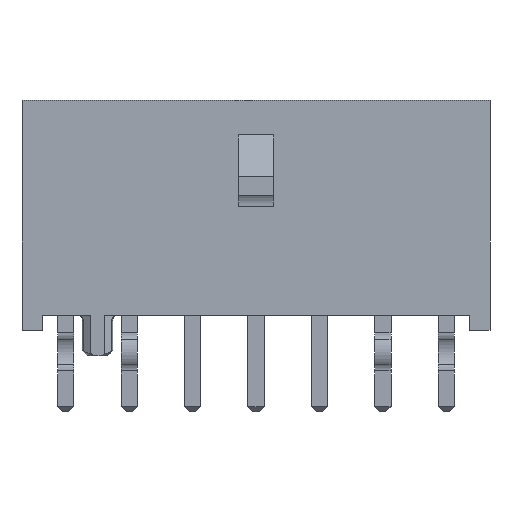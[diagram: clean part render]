
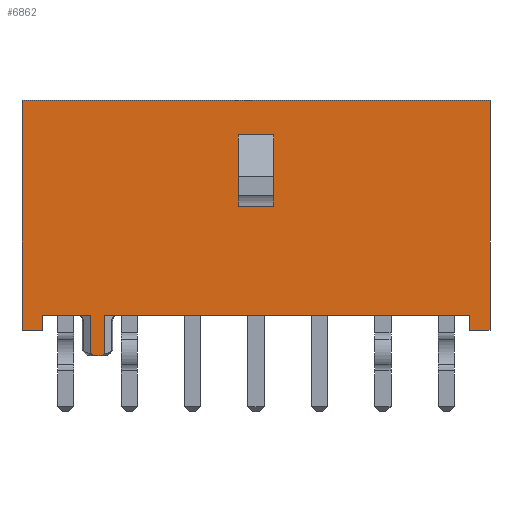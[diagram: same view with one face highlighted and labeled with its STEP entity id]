
A CAD part, front view. The second image highlights one B-rep face of the part: STEP entity #6862.
In plain terms, the highlighted face is planar.
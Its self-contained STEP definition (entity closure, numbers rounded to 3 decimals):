
#55=B_SPLINE_CURVE_WITH_KNOTS('',3,(#9028,#9029,#9030,#9031),
 .UNSPECIFIED.,.F.,.F.,(4,4),(0.,1.),.UNSPECIFIED.);
#56=B_SPLINE_CURVE_WITH_KNOTS('',3,(#9034,#9035,#9036,#9037),
 .UNSPECIFIED.,.F.,.F.,(4,4),(0.,1.),.UNSPECIFIED.);
#681=ORIENTED_EDGE('',*,*,#1718,.F.);
#682=ORIENTED_EDGE('',*,*,#1712,.T.);
#683=ORIENTED_EDGE('',*,*,#1721,.T.);
#684=ORIENTED_EDGE('',*,*,#1707,.F.);
#685=ORIENTED_EDGE('',*,*,#1671,.T.);
#686=ORIENTED_EDGE('',*,*,#1625,.F.);
#687=ORIENTED_EDGE('',*,*,#1759,.T.);
#688=ORIENTED_EDGE('',*,*,#1782,.F.);
#689=ORIENTED_EDGE('',*,*,#1779,.T.);
#690=ORIENTED_EDGE('',*,*,#1861,.T.);
#691=ORIENTED_EDGE('',*,*,#1775,.F.);
#692=ORIENTED_EDGE('',*,*,#1781,.F.);
#693=ORIENTED_EDGE('',*,*,#1757,.F.);
#694=ORIENTED_EDGE('',*,*,#1613,.F.);
#695=ORIENTED_EDGE('',*,*,#1680,.T.);
#696=ORIENTED_EDGE('',*,*,#1678,.T.);
#697=ORIENTED_EDGE('',*,*,#1676,.T.);
#1613=EDGE_CURVE('',#2304,#2305,#2752,.T.);
#1625=EDGE_CURVE('',#2316,#2301,#2764,.T.);
#1671=EDGE_CURVE('',#2355,#2301,#2807,.T.);
#1676=EDGE_CURVE('',#2359,#2355,#55,.T.);
#1678=EDGE_CURVE('',#2358,#2359,#56,.T.);
#1680=EDGE_CURVE('',#2304,#2358,#2810,.T.);
#1707=EDGE_CURVE('',#2376,#2377,#2837,.T.);
#1712=EDGE_CURVE('',#2381,#2382,#2841,.T.);
#1718=EDGE_CURVE('',#2381,#2376,#2846,.T.);
#1721=EDGE_CURVE('',#2382,#2377,#2849,.T.);
#1757=EDGE_CURVE('',#2305,#2403,#2885,.T.);
#1759=EDGE_CURVE('',#2316,#2405,#2887,.T.);
#1775=EDGE_CURVE('',#2414,#2415,#2903,.T.);
#1779=EDGE_CURVE('',#2417,#2416,#2907,.T.);
#1781=EDGE_CURVE('',#2403,#2414,#2909,.T.);
#1782=EDGE_CURVE('',#2417,#2405,#2910,.T.);
#1861=EDGE_CURVE('',#2416,#2415,#2989,.T.);
#2301=VERTEX_POINT('',#8888);
#2304=VERTEX_POINT('',#8893);
#2305=VERTEX_POINT('',#8895);
#2316=VERTEX_POINT('',#8917);
#2355=VERTEX_POINT('',#9013);
#2358=VERTEX_POINT('',#9026);
#2359=VERTEX_POINT('',#9032);
#2376=VERTEX_POINT('',#9099);
#2377=VERTEX_POINT('',#9100);
#2381=VERTEX_POINT('',#9110);
#2382=VERTEX_POINT('',#9111);
#2403=VERTEX_POINT('',#9199);
#2405=VERTEX_POINT('',#9204);
#2414=VERTEX_POINT('',#9235);
#2415=VERTEX_POINT('',#9237);
#2416=VERTEX_POINT('',#9242);
#2417=VERTEX_POINT('',#9244);
#2752=LINE('',#8894,#3393);
#2764=LINE('',#8918,#3405);
#2807=LINE('',#9012,#3448);
#2810=LINE('',#9040,#3451);
#2837=LINE('',#9098,#3478);
#2841=LINE('',#9109,#3482);
#2846=LINE('',#9121,#3487);
#2849=LINE('',#9127,#3490);
#2885=LINE('',#9200,#3526);
#2887=LINE('',#9205,#3528);
#2903=LINE('',#9236,#3544);
#2907=LINE('',#9243,#3548);
#2909=LINE('',#9247,#3550);
#2910=LINE('',#9249,#3551);
#2989=LINE('',#9409,#3630);
#3393=VECTOR('',#7510,1000.);
#3405=VECTOR('',#7522,1000.);
#3448=VECTOR('',#7571,1000.);
#3451=VECTOR('',#7582,1000.);
#3478=VECTOR('',#7639,1000.);
#3482=VECTOR('',#7647,1000.);
#3487=VECTOR('',#7656,1000.);
#3490=VECTOR('',#7665,1000.);
#3526=VECTOR('',#7739,1000.);
#3528=VECTOR('',#7743,1000.);
#3544=VECTOR('',#7771,1000.);
#3548=VECTOR('',#7777,1000.);
#3550=VECTOR('',#7781,1000.);
#3551=VECTOR('',#7784,1000.);
#3630=VECTOR('',#7937,1000.);
#4062=EDGE_LOOP('',(#681,#682,#683,#684));
#4063=EDGE_LOOP('',(#685,#686,#687,#688,#689,#690,#691,#692,#693,#694,#695,
#696,#697));
#4370=FACE_BOUND('',#4062,.T.);
#4371=FACE_BOUND('',#4063,.T.);
#4652=PLANE('',#7154);
#6862=ADVANCED_FACE('',(#4370,#4371),#4652,.F.);
#7154=AXIS2_PLACEMENT_3D('',#9408,#7935,#7936);
#7510=DIRECTION('',(-1.,0.,0.));
#7522=DIRECTION('',(-1.,0.,0.));
#7571=DIRECTION('',(0.,-1.,0.));
#7582=DIRECTION('',(0.,1.,0.));
#7639=DIRECTION('',(0.,-1.,0.));
#7647=DIRECTION('',(0.,-1.,0.));
#7656=DIRECTION('',(1.,0.,0.));
#7665=DIRECTION('',(1.,0.,0.));
#7739=DIRECTION('',(0.,1.,0.));
#7743=DIRECTION('',(0.,1.,0.));
#7771=DIRECTION('',(0.,-1.,0.));
#7777=DIRECTION('',(0.,-1.,0.));
#7781=DIRECTION('',(-1.,0.,0.));
#7784=DIRECTION('',(-1.,0.,0.));
#7935=DIRECTION('',(0.,0.,1.));
#7936=DIRECTION('',(1.,0.,0.));
#7937=DIRECTION('',(-1.,0.,0.));
#8888=CARTESIAN_POINT('',(-5.95,8.46,-1.74));
#8893=CARTESIAN_POINT('',(-6.53,8.46,-1.74));
#8894=CARTESIAN_POINT('',(8.42,8.46,-1.74));
#8895=CARTESIAN_POINT('',(-8.42,8.46,-1.74));
#8917=CARTESIAN_POINT('',(8.42,8.46,-1.74));
#8918=CARTESIAN_POINT('',(8.42,8.46,-1.74));
#9012=CARTESIAN_POINT('',(-5.95,9.06,-1.74));
#9013=CARTESIAN_POINT('',(-5.95,9.966,-1.74));
#9026=CARTESIAN_POINT('',(-6.53,9.966,-1.74));
#9028=CARTESIAN_POINT('',(-6.24,10.06,-1.74));
#9029=CARTESIAN_POINT('',(-6.144,10.06,-1.74));
#9030=CARTESIAN_POINT('',(-6.051,10.025,-1.74));
#9031=CARTESIAN_POINT('',(-5.95,9.966,-1.74));
#9032=CARTESIAN_POINT('',(-6.24,10.06,-1.74));
#9034=CARTESIAN_POINT('',(-6.53,9.966,-1.74));
#9035=CARTESIAN_POINT('',(-6.431,10.024,-1.74));
#9036=CARTESIAN_POINT('',(-6.337,10.06,-1.74));
#9037=CARTESIAN_POINT('',(-6.24,10.06,-1.74));
#9040=CARTESIAN_POINT('',(-6.53,9.06,-1.74));
#9098=CARTESIAN_POINT('',(0.7,1.36,-1.74));
#9099=CARTESIAN_POINT('',(0.7,4.16,-1.74));
#9100=CARTESIAN_POINT('',(0.7,1.36,-1.74));
#9109=CARTESIAN_POINT('',(-0.7,1.36,-1.74));
#9110=CARTESIAN_POINT('',(-0.7,4.16,-1.74));
#9111=CARTESIAN_POINT('',(-0.7,1.36,-1.74));
#9121=CARTESIAN_POINT('',(-0.7,4.16,-1.74));
#9127=CARTESIAN_POINT('',(-0.7,1.36,-1.74));
#9199=CARTESIAN_POINT('',(-8.42,9.06,-1.74));
#9200=CARTESIAN_POINT('',(-8.42,8.46,-1.74));
#9204=CARTESIAN_POINT('',(8.42,9.06,-1.74));
#9205=CARTESIAN_POINT('',(8.42,8.46,-1.74));
#9235=CARTESIAN_POINT('',(-9.22,9.06,-1.74));
#9236=CARTESIAN_POINT('',(-9.22,9.06,-1.74));
#9237=CARTESIAN_POINT('',(-9.22,0.,-1.74));
#9242=CARTESIAN_POINT('',(9.22,0.,-1.74));
#9243=CARTESIAN_POINT('',(9.22,9.06,-1.74));
#9244=CARTESIAN_POINT('',(9.22,9.06,-1.74));
#9247=CARTESIAN_POINT('',(9.22,9.06,-1.74));
#9249=CARTESIAN_POINT('',(9.22,9.06,-1.74));
#9408=CARTESIAN_POINT('',(9.22,9.06,-1.74));
#9409=CARTESIAN_POINT('',(9.22,0.,-1.74));
